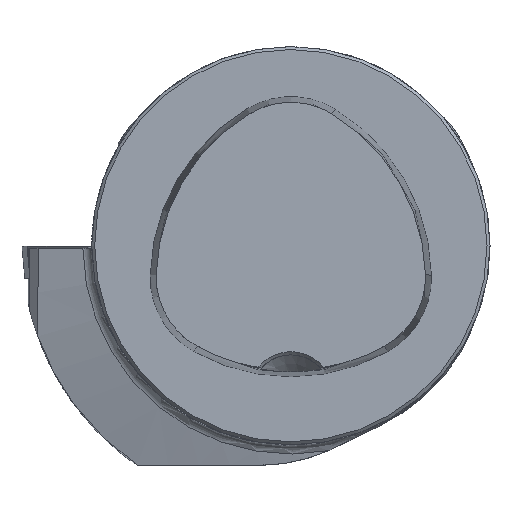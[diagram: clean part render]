
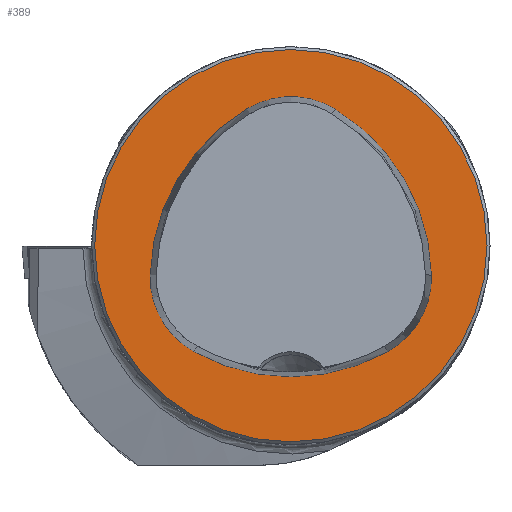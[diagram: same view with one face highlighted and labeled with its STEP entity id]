
A CAD part, top view. The second image highlights one B-rep face of the part: STEP entity #389.
In plain terms, the highlighted planar face has unit normal (0, 0, 1).
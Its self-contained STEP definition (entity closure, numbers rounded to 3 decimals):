
#116=FACE_BOUND('',#689,.T.);
#117=FACE_BOUND('',#690,.T.);
#229=CIRCLE('',#2378,20.063);
#231=CIRCLE('',#2381,20.063);
#232=CIRCLE('',#2382,8.563);
#233=CIRCLE('',#2383,20.063);
#234=CIRCLE('',#2384,8.563);
#235=CIRCLE('',#2385,8.563);
#236=CIRCLE('',#2386,19.7);
#389=ADVANCED_FACE('CU_FL_N1_SU_1',(#116,#117),#509,.T.);
#509=PLANE('',#2387);
#689=EDGE_LOOP('',(#983,#984,#985,#986,#987,#988));
#690=EDGE_LOOP('',(#989));
#983=ORIENTED_EDGE('',*,*,#1812,.F.);
#984=ORIENTED_EDGE('',*,*,#1813,.F.);
#985=ORIENTED_EDGE('',*,*,#1814,.F.);
#986=ORIENTED_EDGE('',*,*,#1815,.F.);
#987=ORIENTED_EDGE('',*,*,#1809,.F.);
#988=ORIENTED_EDGE('',*,*,#1816,.F.);
#989=ORIENTED_EDGE('',*,*,#1817,.T.);
#1586=VERTEX_POINT('',#3802);
#1587=VERTEX_POINT('',#3804);
#1589=VERTEX_POINT('',#3810);
#1590=VERTEX_POINT('',#3811);
#1591=VERTEX_POINT('',#3813);
#1592=VERTEX_POINT('',#3815);
#1593=VERTEX_POINT('',#3819);
#1809=EDGE_CURVE('',#1586,#1587,#229,.T.);
#1812=EDGE_CURVE('',#1589,#1590,#231,.T.);
#1813=EDGE_CURVE('',#1591,#1589,#232,.T.);
#1814=EDGE_CURVE('',#1592,#1591,#233,.T.);
#1815=EDGE_CURVE('',#1587,#1592,#234,.T.);
#1816=EDGE_CURVE('',#1590,#1586,#235,.T.);
#1817=EDGE_CURVE('',#1593,#1593,#236,.T.);
#2378=AXIS2_PLACEMENT_3D('',#3803,#2704,#2705);
#2381=AXIS2_PLACEMENT_3D('',#3809,#2711,#2712);
#2382=AXIS2_PLACEMENT_3D('',#3812,#2713,#2714);
#2383=AXIS2_PLACEMENT_3D('',#3814,#2715,#2716);
#2384=AXIS2_PLACEMENT_3D('',#3816,#2717,#2718);
#2385=AXIS2_PLACEMENT_3D('',#3817,#2719,#2720);
#2386=AXIS2_PLACEMENT_3D('',#3818,#2721,#2722);
#2387=AXIS2_PLACEMENT_3D('',#3820,#2723,#2724);
#2704=DIRECTION('',(0.,0.,1.));
#2705=DIRECTION('',(1.,0.,0.));
#2711=DIRECTION('',(0.,0.,1.));
#2712=DIRECTION('',(1.,0.,0.));
#2713=DIRECTION('',(0.,0.,1.));
#2714=DIRECTION('',(1.,0.,0.));
#2715=DIRECTION('',(0.,0.,1.));
#2716=DIRECTION('',(1.,0.,0.));
#2717=DIRECTION('',(0.,0.,1.));
#2718=DIRECTION('',(1.,0.,0.));
#2719=DIRECTION('',(0.,0.,1.));
#2720=DIRECTION('',(1.,0.,0.));
#2721=DIRECTION('',(0.,0.,1.));
#2722=DIRECTION('',(1.,0.,0.));
#2723=DIRECTION('',(0.,0.,1.));
#2724=DIRECTION('',(1.,0.,0.));
#3802=CARTESIAN_POINT('',(-9.704,-10.66,0.));
#3803=CARTESIAN_POINT('',(0.,6.9,0.));
#3804=CARTESIAN_POINT('',(9.704,-10.66,0.));
#3809=CARTESIAN_POINT('',(5.934,-3.451,0.));
#3810=CARTESIAN_POINT('',(-4.418,13.735,0.));
#3811=CARTESIAN_POINT('',(-14.123,-2.953,0.));
#3812=CARTESIAN_POINT('',(0.,6.4,0.));
#3813=CARTESIAN_POINT('',(4.418,13.735,0.));
#3814=CARTESIAN_POINT('',(-5.934,-3.451,0.));
#3815=CARTESIAN_POINT('',(14.123,-2.953,0.));
#3816=CARTESIAN_POINT('',(5.562,-3.165,0.));
#3817=CARTESIAN_POINT('',(-5.562,-3.165,0.));
#3818=CARTESIAN_POINT('',(0.,0.,0.));
#3819=CARTESIAN_POINT('',(19.7,0.,0.));
#3820=CARTESIAN_POINT('',(0.,0.,0.));
